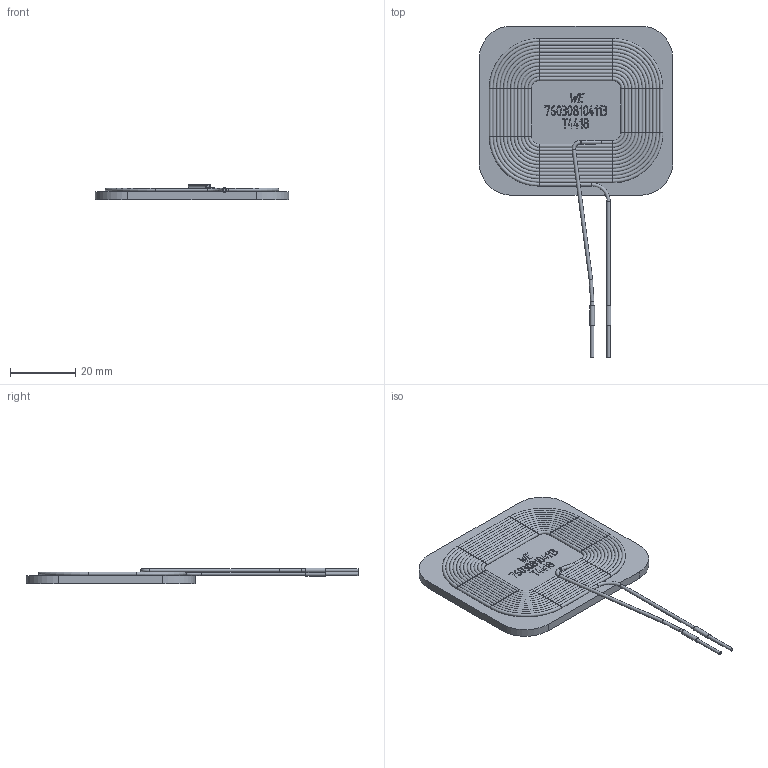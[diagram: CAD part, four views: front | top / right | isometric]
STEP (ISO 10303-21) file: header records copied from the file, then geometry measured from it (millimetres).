
FILE_DESCRIPTION(/* description */ ('Unknown'),/* implementation_level */ '2;1');
FILE_NAME(/* name */ 'L_Wurth_WE-WPCC-TX_760308104113',/* time_stamp */ '2025-04-21T14:29:34+08:00',/* author */ ('Unknown'),/* organization */ ('Unknown'),/* preprocessor_version */ 'ST-DEVELOPER v19.4',/* originating_system */ 'Solid Edge',/* authorisation */ 'Unknown');
FILE_SCHEMA (('AUTOMOTIVE_DESIGN {1 0 10303 214 3 1 1}'));
Length unit declared in the file: millimetre
Products named in the file (2): L_Wurth_WE-WPCC-TX_760308104113
Assembly tree (1 placements, depth 2):
  L_Wurth_WE-WPCC-TX_760308104113
    L_Wurth_WE-WPCC-TX_760308104113
Bounding box: 59.5 x 102 x 4.9 mm (x, y, z)
Volume: 9009.1 mm3; surface area: 12142.5 mm2
Topology: 2 solids, 2 shells, 305 faces, 708 edges, 438 vertices
Faces by surface type: plane 161, cylinder 61, torus 51, bspline 32
Full cylindrical faces by diameter (mm): 1 x2, 1.06 x53, 1.4 x2
Entity records: 10102 total; most frequent: CARTESIAN_POINT 3432, ORIENTED_EDGE 1174, DIRECTION 953, EDGE_CURVE 587, EDGE_LOOP 455, FACE_BOUND 455, VERTEX_POINT 436, AXIS2_PLACEMENT_3D 397
